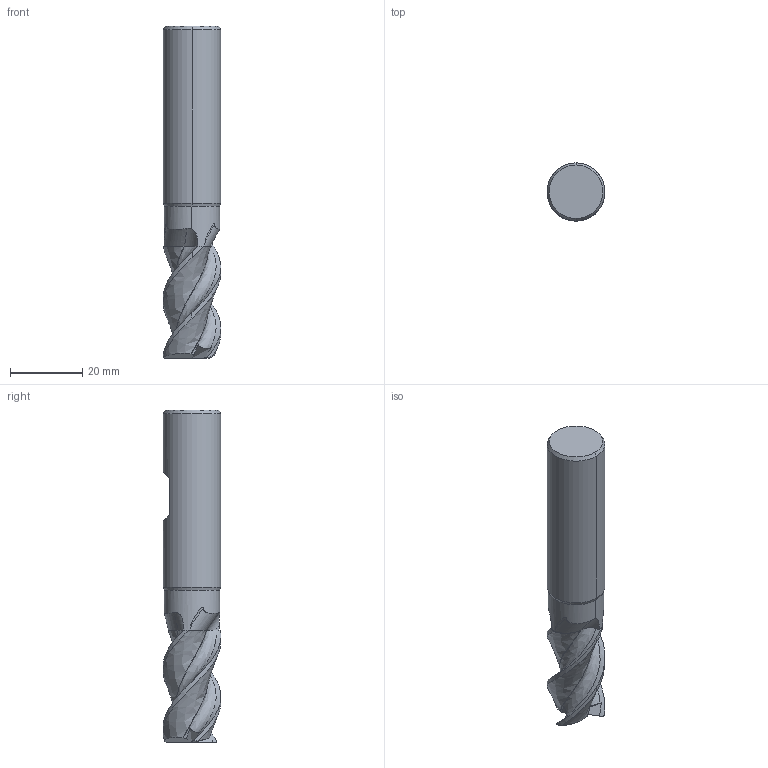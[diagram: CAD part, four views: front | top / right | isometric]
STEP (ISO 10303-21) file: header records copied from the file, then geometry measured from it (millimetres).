
FILE_DESCRIPTION(('no description'),'unknown implementation level');
FILE_NAME('EXN1-M02-0124-16-Detail.stp',' ',('CIMSOURCE GmbH'),('CADClick - KiM GmbH - www.kimweb.de'),'unknown preprocess','ACIS','unknown authorization');
FILE_SCHEMA(('automotive_design'));
Length unit declared in the file: millimetre
Products named in the file (2): NOCUT; CUT
Bounding box: 16 x 16 x 92 mm (x, y, z)
Volume: 15068.9 mm3; surface area: 5176.2 mm2
Topology: 2 solids, 2 shells, 89 faces, 246 edges, 157 vertices
Faces by surface type: plane 28, bspline 27, cone 15, revolution 12, cylinder 4, torus 3
Entity records: 16573 total; most frequent: CARTESIAN_POINT 11900, STYLED_ITEM 490, PRESENTATION_STYLE_ASSIGNMENT 490, COLOUR_RGB 490, ORIENTED_EDGE 484, DIRECTION 268, EDGE_CURVE 242, CURVE_STYLE 242
